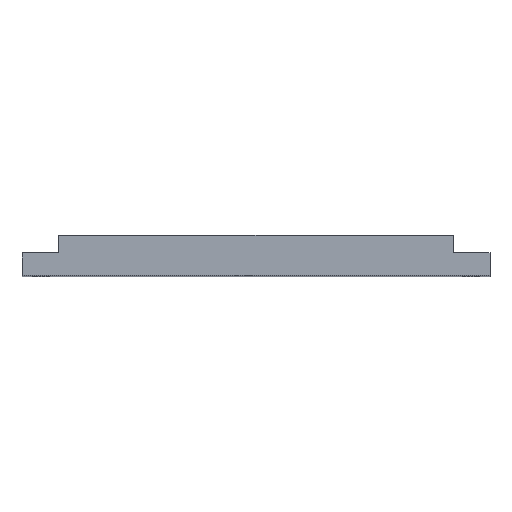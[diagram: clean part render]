
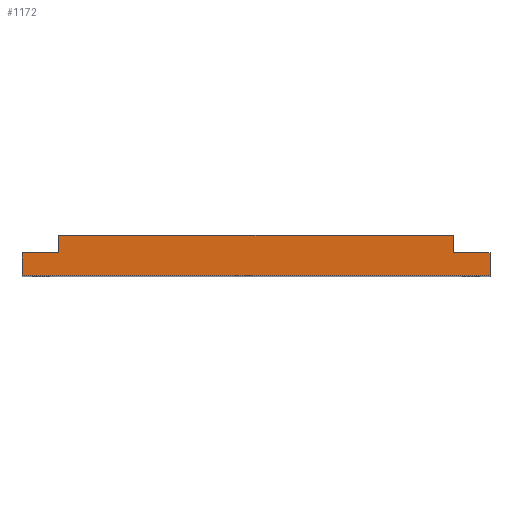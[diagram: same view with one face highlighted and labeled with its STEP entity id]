
A CAD part, top view. The second image highlights one B-rep face of the part: STEP entity #1172.
In plain terms, the highlighted planar face has unit normal (0, 0, 1).
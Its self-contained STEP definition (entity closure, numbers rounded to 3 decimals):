
#50 = CARTESIAN_POINT ( 'NONE',  ( 0., 0., 200. ) ) ;
#84 = DIRECTION ( 'NONE',  ( 1., 0., 0. ) ) ;
#95 = DIRECTION ( 'NONE',  ( 0., 1., 0. ) ) ;
#115 = PLANE ( 'NONE',  #1110 ) ;
#118 = VERTEX_POINT ( 'NONE', #157 ) ;
#132 = DIRECTION ( 'NONE',  ( 0., 1., 0. ) ) ;
#157 = CARTESIAN_POINT ( 'NONE',  ( 0., 0., 200. ) ) ;
#163 = CARTESIAN_POINT ( 'NONE',  ( 125., 0., 200. ) ) ;
#193 = VERTEX_POINT ( 'NONE', #468 ) ;
#222 = LINE ( 'NONE', #1197, #410 ) ;
#277 = EDGE_LOOP ( 'NONE', ( #1225, #1265, #516, #670, #1122, #1372, #1358, #1200 ) ) ;
#310 = DIRECTION ( 'NONE',  ( 1., 0., 0. ) ) ;
#333 = VECTOR ( 'NONE', #310, 1000. ) ;
#342 = CARTESIAN_POINT ( 'NONE',  ( 9.8, 10.7, 200. ) ) ;
#382 = LINE ( 'NONE', #878, #1099 ) ;
#410 = VECTOR ( 'NONE', #95, 1000. ) ;
#420 = VERTEX_POINT ( 'NONE', #1579 ) ;
#468 = CARTESIAN_POINT ( 'NONE',  ( 0., 6., 200. ) ) ;
#479 = EDGE_CURVE ( 'NONE', #118, #1148, #561, .T. ) ;
#516 = ORIENTED_EDGE ( 'NONE', *, *, #1079, .F. ) ;
#525 = EDGE_CURVE ( 'NONE', #1148, #793, #688, .T. ) ;
#561 = LINE ( 'NONE', #50, #333 ) ;
#576 = CARTESIAN_POINT ( 'NONE',  ( 9.8, 6., 200. ) ) ;
#620 = EDGE_CURVE ( 'NONE', #420, #996, #1452, .T. ) ;
#635 = CARTESIAN_POINT ( 'NONE',  ( 115.2, 10.7, 200. ) ) ;
#641 = CARTESIAN_POINT ( 'NONE',  ( 0., 0., 200. ) ) ;
#642 = EDGE_CURVE ( 'NONE', #118, #193, #222, .T. ) ;
#668 = VERTEX_POINT ( 'NONE', #843 ) ;
#670 = ORIENTED_EDGE ( 'NONE', *, *, #1007, .F. ) ;
#688 = LINE ( 'NONE', #163, #726 ) ;
#701 = DIRECTION ( 'NONE',  ( 0., 1., 0. ) ) ;
#706 = LINE ( 'NONE', #830, #1397 ) ;
#726 = VECTOR ( 'NONE', #1174, 1000. ) ;
#743 = VERTEX_POINT ( 'NONE', #979 ) ;
#746 = VECTOR ( 'NONE', #1111, 1000. ) ;
#764 = LINE ( 'NONE', #1252, #746 ) ;
#793 = VERTEX_POINT ( 'NONE', #886 ) ;
#817 = EDGE_CURVE ( 'NONE', #743, #996, #382, .T. ) ;
#830 = CARTESIAN_POINT ( 'NONE',  ( 115.2, 6., 200. ) ) ;
#843 = CARTESIAN_POINT ( 'NONE',  ( 9.8, 6., 200. ) ) ;
#878 = CARTESIAN_POINT ( 'NONE',  ( 115.2, 6., 200. ) ) ;
#886 = CARTESIAN_POINT ( 'NONE',  ( 125., 6., 200. ) ) ;
#979 = CARTESIAN_POINT ( 'NONE',  ( 115.2, 6., 200. ) ) ;
#996 = VERTEX_POINT ( 'NONE', #635 ) ;
#1007 = EDGE_CURVE ( 'NONE', #193, #668, #764, .T. ) ;
#1074 = DIRECTION ( 'NONE',  ( 1., 0., 0. ) ) ;
#1079 = EDGE_CURVE ( 'NONE', #668, #420, #1559, .T. ) ;
#1098 = DIRECTION ( 'NONE',  ( 0., 0., -1. ) ) ;
#1099 = VECTOR ( 'NONE', #132, 1000. ) ;
#1110 = AXIS2_PLACEMENT_3D ( 'NONE', #641, #1098, #1242 ) ;
#1111 = DIRECTION ( 'NONE',  ( 1., 0., 0. ) ) ;
#1122 = ORIENTED_EDGE ( 'NONE', *, *, #642, .F. ) ;
#1148 = VERTEX_POINT ( 'NONE', #1250 ) ;
#1172 = ADVANCED_FACE ( 'NONE', ( #1481 ), #115, .F. ) ;
#1174 = DIRECTION ( 'NONE',  ( 0., 1., 0. ) ) ;
#1197 = CARTESIAN_POINT ( 'NONE',  ( 0., 0., 200. ) ) ;
#1200 = ORIENTED_EDGE ( 'NONE', *, *, #1475, .F. ) ;
#1225 = ORIENTED_EDGE ( 'NONE', *, *, #817, .T. ) ;
#1242 = DIRECTION ( 'NONE',  ( -1., 0., 0. ) ) ;
#1250 = CARTESIAN_POINT ( 'NONE',  ( 125., 0., 200. ) ) ;
#1252 = CARTESIAN_POINT ( 'NONE',  ( 0., 6., 200. ) ) ;
#1265 = ORIENTED_EDGE ( 'NONE', *, *, #620, .F. ) ;
#1285 = VECTOR ( 'NONE', #84, 1000. ) ;
#1358 = ORIENTED_EDGE ( 'NONE', *, *, #525, .T. ) ;
#1372 = ORIENTED_EDGE ( 'NONE', *, *, #479, .T. ) ;
#1397 = VECTOR ( 'NONE', #1074, 1000. ) ;
#1452 = LINE ( 'NONE', #342, #1285 ) ;
#1475 = EDGE_CURVE ( 'NONE', #743, #793, #706, .T. ) ;
#1481 = FACE_OUTER_BOUND ( 'NONE', #277, .T. ) ;
#1525 = VECTOR ( 'NONE', #701, 1000. ) ;
#1559 = LINE ( 'NONE', #576, #1525 ) ;
#1579 = CARTESIAN_POINT ( 'NONE',  ( 9.8, 10.7, 200. ) ) ;
